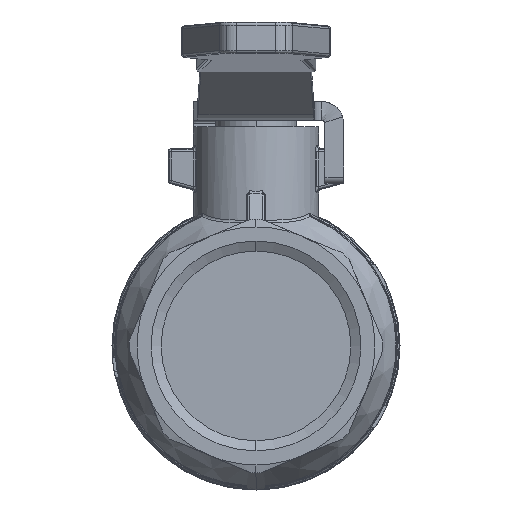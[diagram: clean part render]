
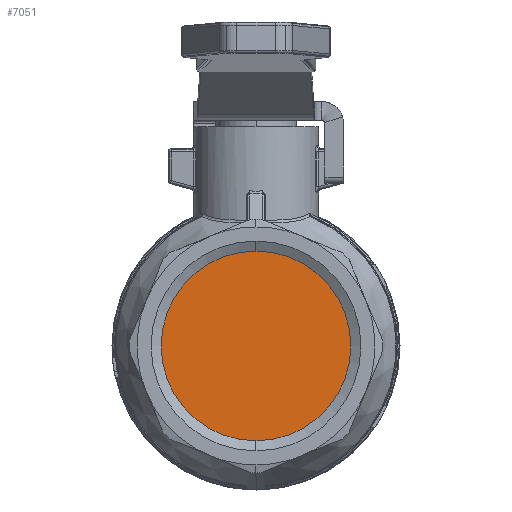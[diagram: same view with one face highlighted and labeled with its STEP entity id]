
A CAD part, left-side view. The second image highlights one B-rep face of the part: STEP entity #7051.
In plain terms, the highlighted planar face has unit normal (-1, 0, 0).
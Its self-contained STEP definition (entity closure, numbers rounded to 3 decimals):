
#5141=CARTESIAN_POINT('',(-19.5,-0.,15.146));
#5142=VERTEX_POINT('',#5141);
#5149=CARTESIAN_POINT('',(-19.5,0.,-15.146));
#5150=VERTEX_POINT('',#5149);
#5151=CARTESIAN_POINT('',(-19.5,0.,0.));
#5152=DIRECTION('',(1.,-0.,-0.));
#5153=DIRECTION('',(0.,0.,1.));
#5154=AXIS2_PLACEMENT_3D('',#5151,#5152,#5153);
#5155=CIRCLE('',#5154,15.146);
#5156=EDGE_CURVE('',#5142,#5150,#5155,.T.);
#7036=CARTESIAN_POINT('',(-19.5,0.,13.573));
#7037=DIRECTION('',(1.,0.,0.));
#7038=DIRECTION('',(0.,1.,0.));
#7039=AXIS2_PLACEMENT_3D('',#7036,#7037,#7038);
#7040=PLANE('',#7039);
#7041=CARTESIAN_POINT('',(-19.5,0.,0.));
#7042=DIRECTION('',(1.,-0.,-0.));
#7043=DIRECTION('',(0.,0.,1.));
#7044=AXIS2_PLACEMENT_3D('',#7041,#7042,#7043);
#7045=CIRCLE('',#7044,15.146);
#7046=EDGE_CURVE('',#5150,#5142,#7045,.T.);
#7047=ORIENTED_EDGE('',*,*,#7046,.F.);
#7048=ORIENTED_EDGE('',*,*,#5156,.F.);
#7049=EDGE_LOOP('',(#7047,#7048));
#7050=FACE_BOUND('',#7049,.T.);
#7051=ADVANCED_FACE('',(#7050),#7040,.F.);
